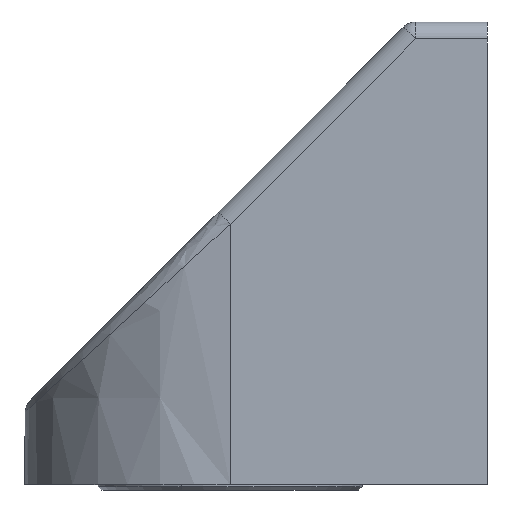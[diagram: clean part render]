
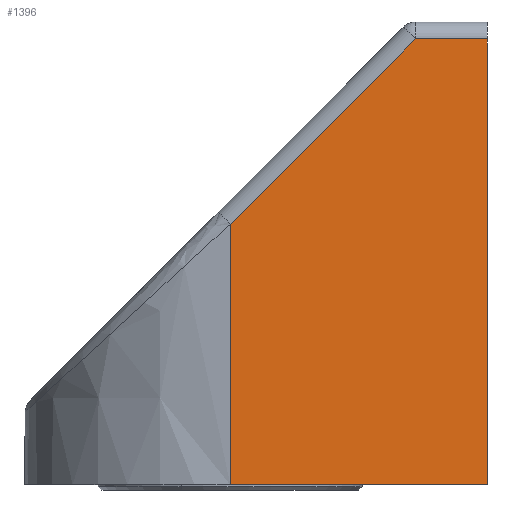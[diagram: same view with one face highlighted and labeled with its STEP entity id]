
A CAD part, front view. The second image highlights one B-rep face of the part: STEP entity #1396.
In plain terms, the highlighted planar face has unit normal (0, -1, 0.009).
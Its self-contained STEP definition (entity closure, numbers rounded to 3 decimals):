
#8 = ORIENTED_EDGE ( 'NONE', *, *, #1737, .F. ) ;
#69 = LINE ( 'NONE', #703, #353 ) ;
#71 = CARTESIAN_POINT ( 'NONE',  ( 15., -12., 0. ) ) ;
#115 = CARTESIAN_POINT ( 'NONE',  ( 0., -12., 0. ) ) ;
#158 = VERTEX_POINT ( 'NONE', #1727 ) ;
#211 = VECTOR ( 'NONE', #1438, 1000. ) ;
#221 = LINE ( 'NONE', #769, #1803 ) ;
#232 = CARTESIAN_POINT ( 'NONE',  ( 0., -11.867, 15.211 ) ) ;
#328 = EDGE_CURVE ( 'NONE', #499, #158, #221, .T. ) ;
#353 = VECTOR ( 'NONE', #1980, 1000. ) ;
#430 = ORIENTED_EDGE ( 'NONE', *, *, #842, .T. ) ;
#467 = ORIENTED_EDGE ( 'NONE', *, *, #1494, .T. ) ;
#499 = VERTEX_POINT ( 'NONE', #1325 ) ;
#533 = FACE_OUTER_BOUND ( 'NONE', #670, .T. ) ;
#551 = CARTESIAN_POINT ( 'NONE',  ( 15., -11.763, 27.207 ) ) ;
#657 = DIRECTION ( 'NONE',  ( 0., -0.009, -1. ) ) ;
#670 = EDGE_LOOP ( 'NONE', ( #8, #721, #430, #1443, #467 ) ) ;
#680 = VERTEX_POINT ( 'NONE', #115 ) ;
#693 = LINE ( 'NONE', #1707, #1124 ) ;
#703 = CARTESIAN_POINT ( 'NONE',  ( 15., -12., 0. ) ) ;
#714 = DIRECTION ( 'NONE',  ( 0., -0.009, -1. ) ) ;
#721 = ORIENTED_EDGE ( 'NONE', *, *, #328, .T. ) ;
#769 = CARTESIAN_POINT ( 'NONE',  ( 10.798, -11.773, 26.009 ) ) ;
#842 = EDGE_CURVE ( 'NONE', #158, #989, #1053, .T. ) ;
#877 = VECTOR ( 'NONE', #714, 1000. ) ;
#919 = DIRECTION ( 'NONE',  ( -1., 0., 0. ) ) ;
#939 = AXIS2_PLACEMENT_3D ( 'NONE', #971, #1610, #657 ) ;
#971 = CARTESIAN_POINT ( 'NONE',  ( 15., -12., 0. ) ) ;
#989 = VERTEX_POINT ( 'NONE', #232 ) ;
#1053 = LINE ( 'NONE', #1912, #211 ) ;
#1108 = DIRECTION ( 'NONE',  ( 0., -0.009, -1. ) ) ;
#1124 = VECTOR ( 'NONE', #1108, 1000. ) ;
#1268 = EDGE_CURVE ( 'NONE', #989, #680, #693, .T. ) ;
#1292 = PLANE ( 'NONE',  #939 ) ;
#1325 = CARTESIAN_POINT ( 'NONE',  ( 15., -11.773, 26.009 ) ) ;
#1396 = ADVANCED_FACE ( 'NONE', ( #533 ), #1292, .T. ) ;
#1438 = DIRECTION ( 'NONE',  ( -0.707, -0.006, -0.707 ) ) ;
#1443 = ORIENTED_EDGE ( 'NONE', *, *, #1268, .T. ) ;
#1475 = VERTEX_POINT ( 'NONE', #71 ) ;
#1494 = EDGE_CURVE ( 'NONE', #680, #1475, #69, .T. ) ;
#1610 = DIRECTION ( 'NONE',  ( 0., -1., 0.009 ) ) ;
#1707 = CARTESIAN_POINT ( 'NONE',  ( 0., -12., 0. ) ) ;
#1727 = CARTESIAN_POINT ( 'NONE',  ( 10.798, -11.773, 26.009 ) ) ;
#1730 = LINE ( 'NONE', #551, #877 ) ;
#1737 = EDGE_CURVE ( 'NONE', #499, #1475, #1730, .T. ) ;
#1803 = VECTOR ( 'NONE', #919, 1000. ) ;
#1912 = CARTESIAN_POINT ( 'NONE',  ( 0.703, -11.861, 15.913 ) ) ;
#1980 = DIRECTION ( 'NONE',  ( 1., 0., 0. ) ) ;
